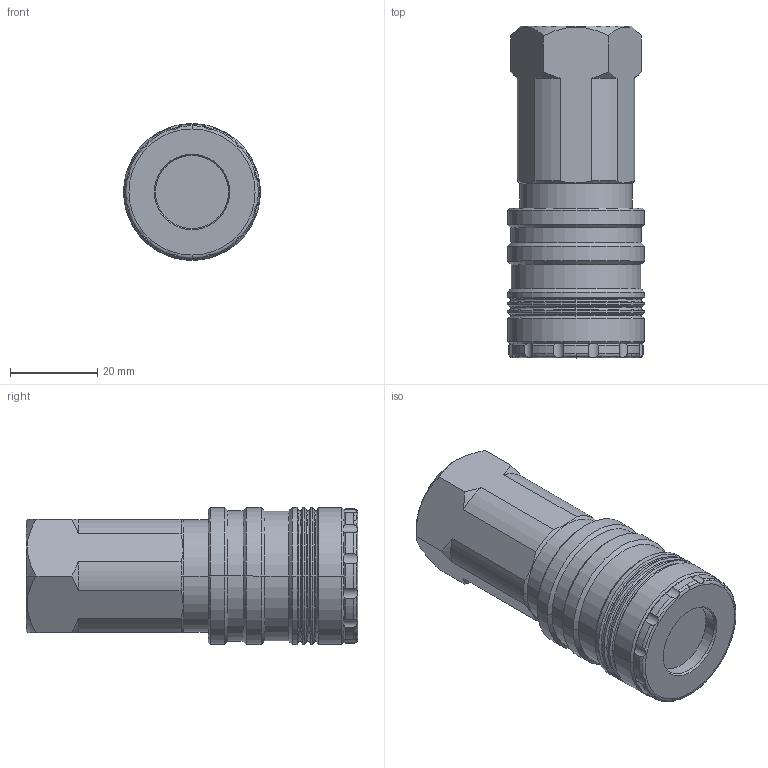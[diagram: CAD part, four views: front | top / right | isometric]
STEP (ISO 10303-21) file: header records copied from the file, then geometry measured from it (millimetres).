
FILE_DESCRIPTION((''),'2;1');
FILE_NAME('4221004007','2020-02-13T16:57:54',('Toocsr'),(''),'CREO PARAMETRIC BY PTC INC, 2018100','CREO PARAMETRIC BY PTC INC, 2018100','');
FILE_SCHEMA(('AP242_MANAGED_MODEL_BASED_3D_ENGINEERING_MIM_LF { 1 0 10303 442 1 1 4 }'));
Length unit declared in the file: millimetre
Products named in the file (1): 4221004007
Bounding box: 31.5 x 76.25 x 31.5 mm (x, y, z)
Volume: 48326.2 mm3; surface area: 8959.7 mm2
Topology: 1 solids, 1 shells, 137 faces, 371 edges, 239 vertices
Faces by surface type: cylinder 50, cone 48, torus 28, plane 11
Entity records: 4952 total; most frequent: CARTESIAN_POINT 1374, DIRECTION 756, ORIENTED_EDGE 742, EDGE_CURVE 371, AXIS2_PLACEMENT_3D 332, VERTEX_POINT 239, CIRCLE 195, EDGE_LOOP 140
